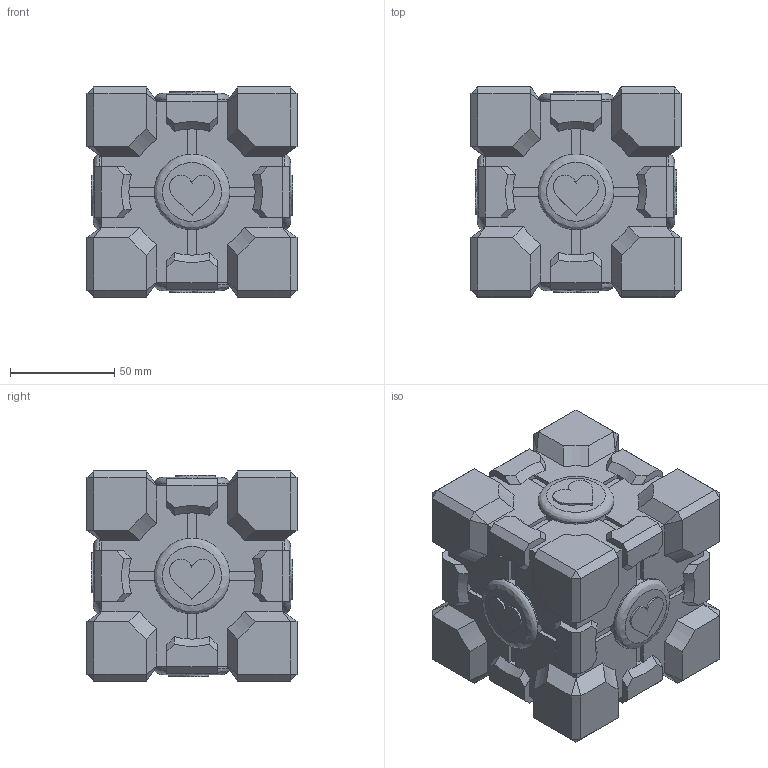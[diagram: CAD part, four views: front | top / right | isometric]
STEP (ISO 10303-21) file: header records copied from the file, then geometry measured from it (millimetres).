
FILE_DESCRIPTION(/* description */ (''),/* implementation_level */ '2;1');
FILE_NAME(/* name */ 'Parametric Companion Cube (Aluminum 4in)_v23.step',/* time_stamp */ '2020-09-23T18:17:55-07:00',/* author */ (''),/* organization */ (''),/* preprocessor_version */ 'ST-DEVELOPER v18.1',/* originating_system */ 'Autodesk Translation Framework v9.3.0.1241',/* authorisation */ '');
FILE_SCHEMA (('AUTOMOTIVE_DESIGN { 1 0 10303 214 3 1 1 }'));
Length unit declared in the file: inch
Products named in the file (2): Parametric Companion Cube (Aluminum 4in) v23; Cube
Assembly tree (1 placements, depth 2):
  Parametric Companion Cube (Aluminum 4in) v23
    Cube
Bounding box: 100.97 x 100.97 x 100.97 mm (x, y, z)
Volume: 821840.1 mm3; surface area: 65317.5 mm2
Topology: 1 solids, 1 shells, 440 faces, 1128 edges, 696 vertices
Faces by surface type: plane 344, cone 48, cylinder 30, bspline 18
Full cylindrical faces by diameter (mm): 36.347 x6
Entity records: 15812 total; most frequent: CARTESIAN_POINT 5363, ORIENTED_EDGE 2256, DIRECTION 2092, EDGE_CURVE 1128, LINE 762, VECTOR 762, VERTEX_POINT 696, AXIS2_PLACEMENT_3D 665
